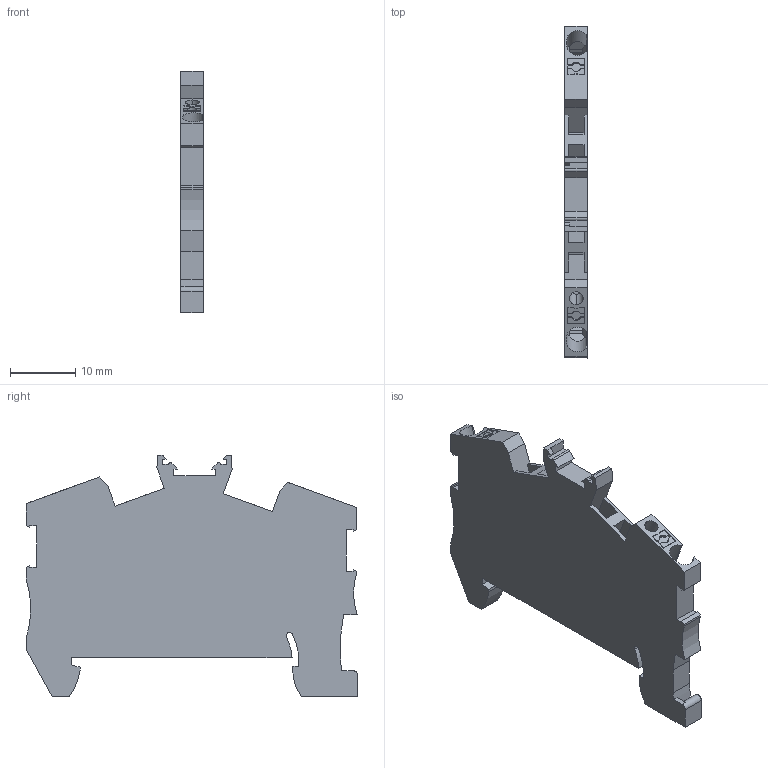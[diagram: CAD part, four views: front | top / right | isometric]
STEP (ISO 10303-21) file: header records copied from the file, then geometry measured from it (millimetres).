
FILE_DESCRIPTION(('Creo Elements/Direct Modeling STEP Export'),'2;1');
FILE_NAME('model.stp','2020-01-06T12:37:01',(''),(''),'Creo Elements/Direct Modeling STEP processor for AP214 (Solid Model)','Creo Elements/Direct Modeling 20.1A 29-Sep-2018 (C) Parametric Technology GmbH','');
FILE_SCHEMA(('AUTOMOTIVE_DESIGN { 1 0 10303 214 1 1 1 1 }'));
Length unit declared in the file: millimetre
Products named in the file (2): PTS_1.5_S-select
Assembly tree (1 placements, depth 2):
  PTS_1.5_S-select
    PTS_1.5_S-select
Bounding box: 3.5 x 50.7 x 36.99 mm (x, y, z)
Volume: 4200.7 mm3; surface area: 4062.8 mm2
Topology: 1 solids, 1 shells, 197 faces, 573 edges, 381 vertices
Faces by surface type: plane 155, cylinder 38, bspline 2, cone 2
Entity records: 9879 total; most frequent: CARTESIAN_POINT 3082, ORIENTED_EDGE 1146, DIRECTION 981, EDGE_CURVE 573, VECTOR 451, LINE 451, VERTEX_POINT 381, AXIS2_PLACEMENT_3D 265
